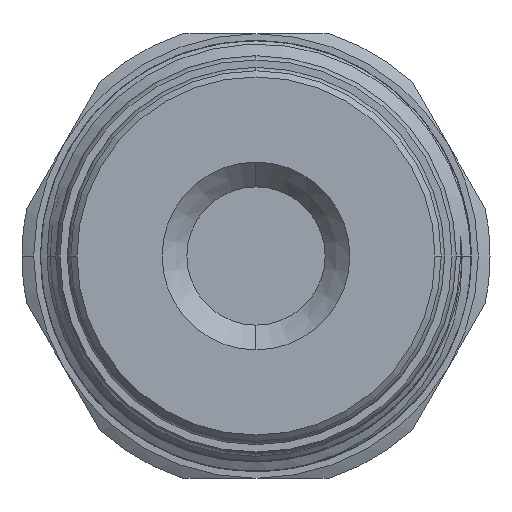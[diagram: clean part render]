
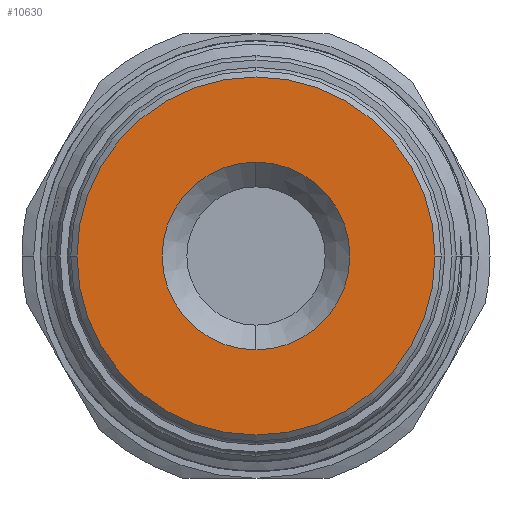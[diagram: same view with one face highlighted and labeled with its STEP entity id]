
A CAD part, left-side view. The second image highlights one B-rep face of the part: STEP entity #10630.
In plain terms, the highlighted planar face has unit normal (-1, 0, 0).
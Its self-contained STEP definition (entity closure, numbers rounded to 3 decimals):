
#1393 = CIRCLE ( 'NONE', #11318, 14.5 ) ;
#1407 = DIRECTION ( 'NONE',  ( -1., 0., 0. ) ) ;
#1444 = ORIENTED_EDGE ( 'NONE', *, *, #8153, .T. ) ;
#1849 = VERTEX_POINT ( 'NONE', #4819 ) ;
#1945 = FACE_BOUND ( 'NONE', #2168, .T. ) ;
#2054 = CARTESIAN_POINT ( 'NONE',  ( -30.774, -17.203, 0. ) ) ;
#2140 = CARTESIAN_POINT ( 'NONE',  ( -30.774, -2.703, 0. ) ) ;
#2168 = EDGE_LOOP ( 'NONE', ( #1444, #10904 ) ) ;
#2515 = CARTESIAN_POINT ( 'NONE',  ( -30.774, -2.703, 0. ) ) ;
#2782 = DIRECTION ( 'NONE',  ( 0., 1., 0. ) ) ;
#2846 = CIRCLE ( 'NONE', #13195, 14.5 ) ;
#3614 = DIRECTION ( 'NONE',  ( 1., 0., 0. ) ) ;
#4058 = EDGE_CURVE ( 'NONE', #1849, #8407, #2846, .T. ) ;
#4819 = CARTESIAN_POINT ( 'NONE',  ( -30.774, 11.797, 0. ) ) ;
#4882 = FACE_OUTER_BOUND ( 'NONE', #12943, .T. ) ;
#5109 = VERTEX_POINT ( 'NONE', #13681 ) ;
#5613 = PLANE ( 'NONE',  #13256 ) ;
#6084 = DIRECTION ( 'NONE',  ( 1., 0., 0. ) ) ;
#6685 = CARTESIAN_POINT ( 'NONE',  ( -30.774, -2.703, 0. ) ) ;
#7011 = CARTESIAN_POINT ( 'NONE',  ( -30.774, -2.703, -7.6 ) ) ;
#8153 = EDGE_CURVE ( 'NONE', #5109, #9212, #9118, .T. ) ;
#8407 = VERTEX_POINT ( 'NONE', #2054 ) ;
#8912 = ORIENTED_EDGE ( 'NONE', *, *, #11947, .T. ) ;
#9118 = CIRCLE ( 'NONE', #10025, 7.6 ) ;
#9210 = CARTESIAN_POINT ( 'NONE',  ( -30.774, -2.703, 0. ) ) ;
#9212 = VERTEX_POINT ( 'NONE', #7011 ) ;
#9886 = AXIS2_PLACEMENT_3D ( 'NONE', #9210, #3614, #13581 ) ;
#10023 = DIRECTION ( 'NONE',  ( 1., 0., 0. ) ) ;
#10025 = AXIS2_PLACEMENT_3D ( 'NONE', #11723, #6084, #2782 ) ;
#10293 = DIRECTION ( 'NONE',  ( 0., 1., 0. ) ) ;
#10630 = ADVANCED_FACE ( 'NONE', ( #4882, #1945 ), #5613, .F. ) ;
#10681 = ORIENTED_EDGE ( 'NONE', *, *, #4058, .T. ) ;
#10904 = ORIENTED_EDGE ( 'NONE', *, *, #12852, .T. ) ;
#11318 = AXIS2_PLACEMENT_3D ( 'NONE', #2515, #12569, #10293 ) ;
#11723 = CARTESIAN_POINT ( 'NONE',  ( -30.774, -2.703, 0. ) ) ;
#11947 = EDGE_CURVE ( 'NONE', #8407, #1849, #1393, .T. ) ;
#12278 = CIRCLE ( 'NONE', #9886, 7.6 ) ;
#12569 = DIRECTION ( 'NONE',  ( -1., 0., 0. ) ) ;
#12589 = DIRECTION ( 'NONE',  ( 0., 1., 0. ) ) ;
#12852 = EDGE_CURVE ( 'NONE', #9212, #5109, #12278, .T. ) ;
#12943 = EDGE_LOOP ( 'NONE', ( #10681, #8912 ) ) ;
#13195 = AXIS2_PLACEMENT_3D ( 'NONE', #6685, #1407, #12589 ) ;
#13256 = AXIS2_PLACEMENT_3D ( 'NONE', #2140, #10023, #13511 ) ;
#13511 = DIRECTION ( 'NONE',  ( 0., 1., 0. ) ) ;
#13581 = DIRECTION ( 'NONE',  ( 0., 1., 0. ) ) ;
#13681 = CARTESIAN_POINT ( 'NONE',  ( -30.774, -2.703, 7.6 ) ) ;
